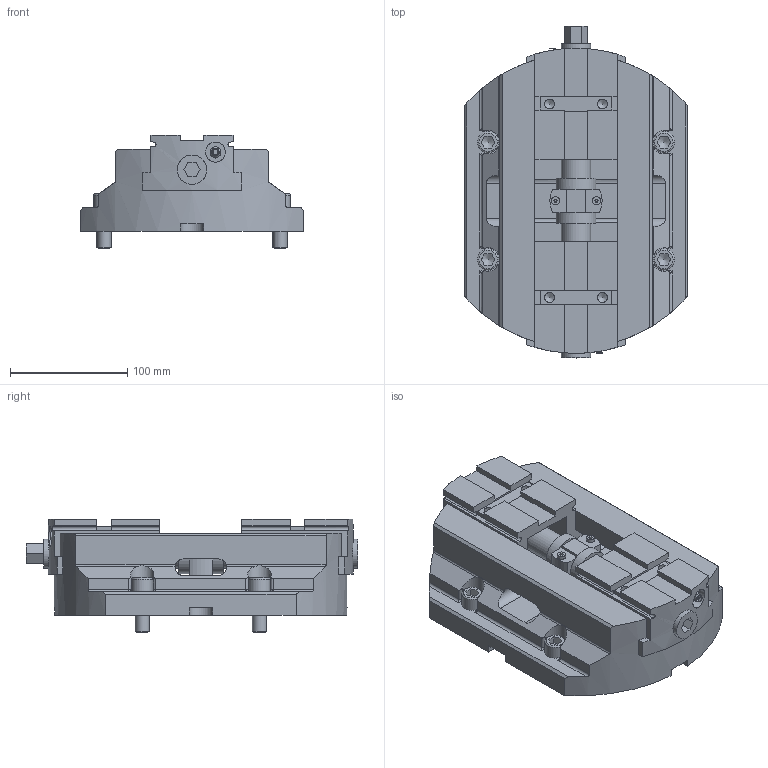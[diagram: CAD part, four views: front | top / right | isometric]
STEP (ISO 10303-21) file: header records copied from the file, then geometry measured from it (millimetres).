
FILE_DESCRIPTION(/* description */ ('Kunde (verstellbar)'),/* implementation_level */ '2;1');
FILE_NAME(/* name */ '200-0250-010_Kunde (verstellbar).stp',/* time_stamp */ '2022-11-15T13:30:58+01:00',/* author */ ('Chiacchiera'),/* organization */ (''),/* preprocessor_version */ 'ST-DEVELOPER v19.2',/* originating_system */ 'Autodesk Inventor 2023',/* authorisation */ '');
FILE_SCHEMA (('AUTOMOTIVE_DESIGN { 1 0 10303 214 3 1 1 }'));
Length unit declared in the file: millimetre
Products named in the file (3): 200-0250-010; 200-0250-010_1; 200-0250-010_2
Assembly tree (3 placements, depth 2):
  200-0250-010
    200-0250-010_1
    200-0250-010_2  x2
Bounding box: 190 x 283 x 97 mm (x, y, z)
Volume: 2465904.2 mm3; surface area: 285165.3 mm2
Topology: 3 solids, 3 shells, 489 faces, 1264 edges, 823 vertices
Faces by surface type: plane 288, cylinder 108, cone 65, torus 18, bspline 8, sphere 2
Full cylindrical faces by diameter (mm): 2 x2, 4.917 x4, 7 x2, 8.376 x8, 10.106 x1, 12 x4, 13 x6, 13.5 x4, 15 x6, 16 x6, 17 x2, 18 x4, 25 x5, 34 x2, 80 x1, 81 x1
Entity records: 13796 total; most frequent: CARTESIAN_POINT 3309, ORIENTED_EDGE 2092, DIRECTION 2028, EDGE_CURVE 1046, AXIS2_PLACEMENT_3D 730, VERTEX_POINT 697, LINE 568, VECTOR 568
